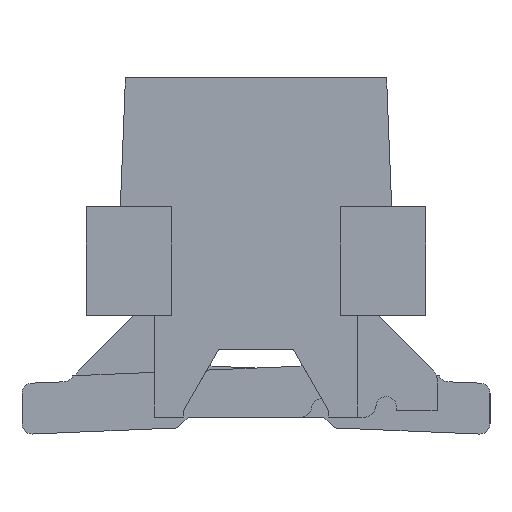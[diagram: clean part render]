
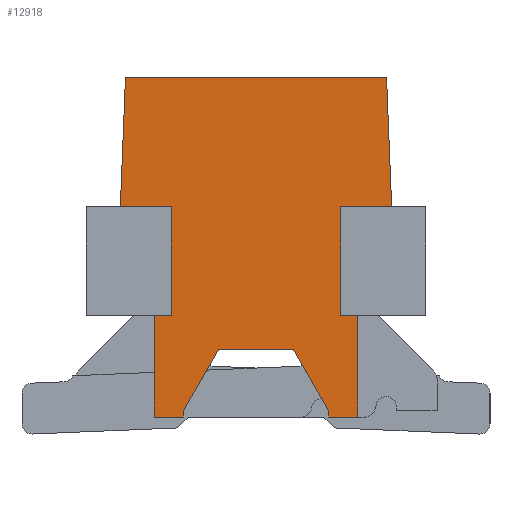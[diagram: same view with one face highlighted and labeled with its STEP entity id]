
A CAD part, left-side view. The second image highlights one B-rep face of the part: STEP entity #12918.
In plain terms, the highlighted planar face has unit normal (-1, 0, 0).
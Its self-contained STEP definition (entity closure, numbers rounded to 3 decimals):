
#308=DIRECTION('',(0.,1.,0.));
#309=VECTOR('',#308,0.75);
#310=CARTESIAN_POINT('',(-10.425,-2.,-1.9));
#311=LINE('',#310,#309);
#352=DIRECTION('',(0.,1.,0.));
#353=VECTOR('',#352,0.75);
#354=CARTESIAN_POINT('',(-10.425,1.25,-1.9));
#355=LINE('',#354,#353);
#381=DIRECTION('',(0.,-0.039,0.999));
#382=VECTOR('',#381,1.901);
#383=CARTESIAN_POINT('',(-10.425,2.,-1.9));
#384=LINE('',#383,#382);
#385=DIRECTION('',(0.,-1.,0.));
#386=VECTOR('',#385,3.85);
#387=CARTESIAN_POINT('',(-10.425,1.925,0.));
#388=LINE('',#387,#386);
#389=DIRECTION('',(0.,-0.039,-0.999));
#390=VECTOR('',#389,1.901);
#391=CARTESIAN_POINT('',(-10.425,-1.925,0.));
#392=LINE('',#391,#390);
#393=DIRECTION('',(0.,0.,-1.));
#394=VECTOR('',#393,1.6);
#395=CARTESIAN_POINT('',(-10.425,-1.25,-1.9));
#396=LINE('',#395,#394);
#397=DIRECTION('',(0.,0.,-1.));
#398=VECTOR('',#397,1.5);
#399=CARTESIAN_POINT('',(-10.425,-1.5,-3.5));
#400=LINE('',#399,#398);
#401=DIRECTION('',(0.,1.,0.));
#402=VECTOR('',#401,0.43);
#403=CARTESIAN_POINT('',(-10.425,-1.5,-5.));
#404=LINE('',#403,#402);
#405=DIRECTION('',(0.,0.,1.));
#406=VECTOR('',#405,0.1);
#407=CARTESIAN_POINT('',(-10.425,-1.07,-5.));
#408=LINE('',#407,#406);
#409=DIRECTION('',(0.,0.5,0.866));
#410=VECTOR('',#409,1.039);
#411=CARTESIAN_POINT('',(-10.425,-1.07,-4.9));
#412=LINE('',#411,#410);
#413=DIRECTION('',(0.,1.,0.));
#414=VECTOR('',#413,1.1);
#415=CARTESIAN_POINT('',(-10.425,-0.55,-4.));
#416=LINE('',#415,#414);
#417=DIRECTION('',(0.,0.5,-0.866));
#418=VECTOR('',#417,1.039);
#419=CARTESIAN_POINT('',(-10.425,0.55,-4.));
#420=LINE('',#419,#418);
#421=DIRECTION('',(0.,0.,-1.));
#422=VECTOR('',#421,0.1);
#423=CARTESIAN_POINT('',(-10.425,1.07,-4.9));
#424=LINE('',#423,#422);
#425=DIRECTION('',(0.,1.,0.));
#426=VECTOR('',#425,0.43);
#427=CARTESIAN_POINT('',(-10.425,1.07,-5.));
#428=LINE('',#427,#426);
#429=DIRECTION('',(0.,0.,1.));
#430=VECTOR('',#429,1.5);
#431=CARTESIAN_POINT('',(-10.425,1.5,-5.));
#432=LINE('',#431,#430);
#1741=DIRECTION('',(0.,1.,0.));
#1742=VECTOR('',#1741,0.25);
#1743=CARTESIAN_POINT('',(-10.425,1.25,-3.5));
#1744=LINE('',#1743,#1742);
#1757=DIRECTION('',(0.,1.,0.));
#1758=VECTOR('',#1757,0.25);
#1759=CARTESIAN_POINT('',(-10.425,-1.5,-3.5));
#1760=LINE('',#1759,#1758);
#7711=DIRECTION('',(0.,0.,-1.));
#7712=VECTOR('',#7711,1.6);
#7713=CARTESIAN_POINT('',(-10.425,1.25,-1.9));
#7714=LINE('',#7713,#7712);
#9496=CARTESIAN_POINT('',(-10.425,1.925,0.));
#9497=CARTESIAN_POINT('',(-10.425,-1.925,0.));
#9498=VERTEX_POINT('',#9496);
#9499=VERTEX_POINT('',#9497);
#9500=CARTESIAN_POINT('',(-10.425,-1.5,-5.));
#9501=CARTESIAN_POINT('',(-10.425,-1.07,-5.));
#9502=VERTEX_POINT('',#9500);
#9503=VERTEX_POINT('',#9501);
#9504=CARTESIAN_POINT('',(-10.425,-1.07,-4.9));
#9505=CARTESIAN_POINT('',(-10.425,-0.55,-4.));
#9506=VERTEX_POINT('',#9504);
#9507=VERTEX_POINT('',#9505);
#9508=CARTESIAN_POINT('',(-10.425,0.55,-4.));
#9509=VERTEX_POINT('',#9508);
#9510=CARTESIAN_POINT('',(-10.425,1.07,-4.9));
#9511=VERTEX_POINT('',#9510);
#9512=CARTESIAN_POINT('',(-10.425,1.07,-5.));
#9513=CARTESIAN_POINT('',(-10.425,1.5,-5.));
#9514=VERTEX_POINT('',#9512);
#9515=VERTEX_POINT('',#9513);
#9520=CARTESIAN_POINT('',(-10.425,-2.,-1.9));
#9521=VERTEX_POINT('',#9520);
#9522=CARTESIAN_POINT('',(-10.425,-1.5,-3.5));
#9523=VERTEX_POINT('',#9522);
#9524=CARTESIAN_POINT('',(-10.425,1.5,-3.5));
#9525=VERTEX_POINT('',#9524);
#9529=CARTESIAN_POINT('',(-10.425,-1.25,-1.9));
#9531=VERTEX_POINT('',#9529);
#9533=CARTESIAN_POINT('',(-10.425,1.25,-1.9));
#9535=VERTEX_POINT('',#9533);
#9537=CARTESIAN_POINT('',(-10.425,-1.25,-3.5));
#9539=VERTEX_POINT('',#9537);
#9541=CARTESIAN_POINT('',(-10.425,1.25,-3.5));
#9543=VERTEX_POINT('',#9541);
#12264=CARTESIAN_POINT('',(-10.425,2.,-1.9));
#12265=VERTEX_POINT('',#12264);
#12878=CARTESIAN_POINT('',(-10.425,0.,0.));
#12879=DIRECTION('',(1.,0.,0.));
#12880=DIRECTION('',(0.,1.,0.));
#12881=AXIS2_PLACEMENT_3D('',#12878,#12879,#12880);
#12882=PLANE('',#12881);
#12883=ORIENTED_EDGE('',*,*,#12814,.T.);
#12885=ORIENTED_EDGE('',*,*,#12884,.T.);
#12887=ORIENTED_EDGE('',*,*,#12886,.T.);
#12888=ORIENTED_EDGE('',*,*,#12735,.T.);
#12890=ORIENTED_EDGE('',*,*,#12889,.T.);
#12892=ORIENTED_EDGE('',*,*,#12891,.F.);
#12894=ORIENTED_EDGE('',*,*,#12893,.T.);
#12896=ORIENTED_EDGE('',*,*,#12895,.T.);
#12898=ORIENTED_EDGE('',*,*,#12897,.T.);
#12900=ORIENTED_EDGE('',*,*,#12899,.T.);
#12902=ORIENTED_EDGE('',*,*,#12901,.T.);
#12904=ORIENTED_EDGE('',*,*,#12903,.T.);
#12906=ORIENTED_EDGE('',*,*,#12905,.T.);
#12908=ORIENTED_EDGE('',*,*,#12907,.T.);
#12910=ORIENTED_EDGE('',*,*,#12909,.T.);
#12912=ORIENTED_EDGE('',*,*,#12911,.F.);
#12914=ORIENTED_EDGE('',*,*,#12913,.F.);
#12915=ORIENTED_EDGE('',*,*,#12781,.T.);
#12916=EDGE_LOOP('',(#12883,#12885,#12887,#12888,#12890,#12892,#12894,#12896,
#12898,#12900,#12902,#12904,#12906,#12908,#12910,#12912,#12914,#12915));
#12917=FACE_OUTER_BOUND('',#12916,.F.);
#12918=ADVANCED_FACE('',(#12917),#12882,.F.);
#12735=EDGE_CURVE('',#9521,#9531,#311,.T.);
#12781=EDGE_CURVE('',#9535,#12265,#355,.T.);
#12814=EDGE_CURVE('',#12265,#9498,#384,.T.);
#12884=EDGE_CURVE('',#9498,#9499,#388,.T.);
#12886=EDGE_CURVE('',#9499,#9521,#392,.T.);
#12889=EDGE_CURVE('',#9531,#9539,#396,.T.);
#12891=EDGE_CURVE('',#9523,#9539,#1760,.T.);
#12893=EDGE_CURVE('',#9523,#9502,#400,.T.);
#12895=EDGE_CURVE('',#9502,#9503,#404,.T.);
#12897=EDGE_CURVE('',#9503,#9506,#408,.T.);
#12899=EDGE_CURVE('',#9506,#9507,#412,.T.);
#12901=EDGE_CURVE('',#9507,#9509,#416,.T.);
#12903=EDGE_CURVE('',#9509,#9511,#420,.T.);
#12905=EDGE_CURVE('',#9511,#9514,#424,.T.);
#12907=EDGE_CURVE('',#9514,#9515,#428,.T.);
#12909=EDGE_CURVE('',#9515,#9525,#432,.T.);
#12911=EDGE_CURVE('',#9543,#9525,#1744,.T.);
#12913=EDGE_CURVE('',#9535,#9543,#7714,.T.);
